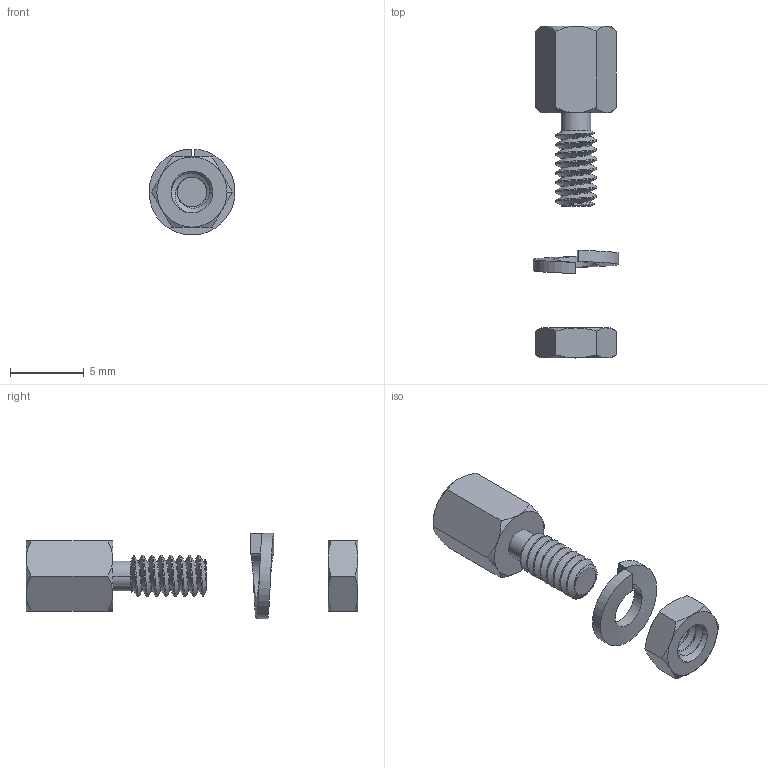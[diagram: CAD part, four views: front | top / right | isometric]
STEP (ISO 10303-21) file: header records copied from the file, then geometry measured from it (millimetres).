
FILE_DESCRIPTION (( 'STEP AP214' ), '1' );
FILE_NAME ('SDG250_3D.STEP', '2020-08-17T20:48:03', ( '' ), ( '' ), 'SwSTEP 2.0', 'SolidWorks 2018', '' );
FILE_SCHEMA (( 'AUTOMOTIVE_DESIGN' ));
Length unit declared in the file: inch
Products named in the file (4): SDG250-PROD_SDG250 New; SDG250-PROD-WASHER_92147A415; SDG250-PROD-HEX NUT_90760A005; SDG250_3D
Assembly tree (3 placements, depth 2):
  SDG250_3D
    SDG250-PROD_SDG250 New
    SDG250-PROD-WASHER_92147A415
    SDG250-PROD-HEX NUT_90760A005
Bounding box: 5.84 x 22.53 x 5.84 mm (x, y, z)
Volume: 154.4 mm3; surface area: 404.5 mm2
Topology: 3 solids, 3 shells, 99 faces, 236 edges, 146 vertices
Faces by surface type: cone 39, cylinder 29, plane 21, bspline 10
Entity records: 7243 total; most frequent: CARTESIAN_POINT 5026, ORIENTED_EDGE 472, DIRECTION 344, EDGE_CURVE 236, VERTEX_POINT 146, AXIS2_PLACEMENT_3D 146, EDGE_LOOP 104, ADVANCED_FACE 99
